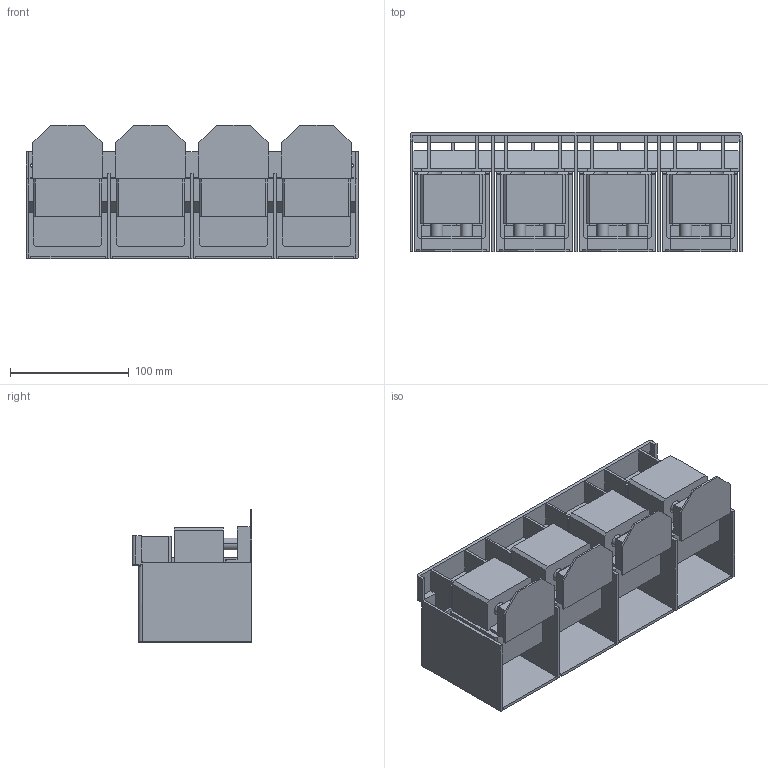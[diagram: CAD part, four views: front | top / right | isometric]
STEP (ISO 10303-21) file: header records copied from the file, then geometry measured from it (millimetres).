
FILE_DESCRIPTION(('CATIA V5 STEP Exchange'),'2;1');
FILE_NAME('1SDH001252R0050_1PA_001_00_E1.2_IV_F_TERMINALS_FcCuAl_LOWER.stp','2014-03-06T08:13:50+00:00',('none'),('none'),'CATIA Version 5 Release 20 SP 5 (IN-10)','CATIA V5 STEP AP214','none');
FILE_SCHEMA(('AUTOMOTIVE_DESIGN { 1 0 10303 214 1 1 1 1 }'));
Length unit declared in the file: millimetre
Products named in the file (1): 1SDH001252R0050_1PA_001_00_E1.2_IV_F_TERMINALS_FcCuAl_LOWER
Bounding box: 280 x 101 x 113 mm (x, y, z)
Volume: 1045682.2 mm3; surface area: 482526.8 mm2
Topology: 49 solids, 49 shells, 965 faces, 2551 edges, 1652 vertices
Faces by surface type: plane 638, cylinder 223, cone 64, sphere 32, torus 6, bspline 2
Entity records: 29345 total; most frequent: CARTESIAN_POINT 6437, ORIENTED_EDGE 5034, DIRECTION 3796, EDGE_CURVE 2517, VECTOR 1897, LINE 1897, VERTEX_POINT 1652, AXIS2_PLACEMENT_3D 1213
